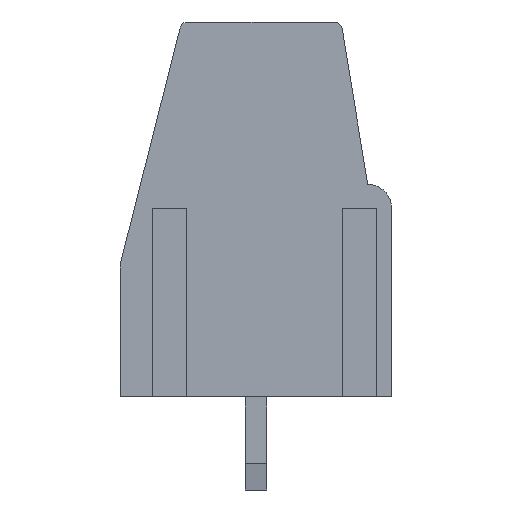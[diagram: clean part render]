
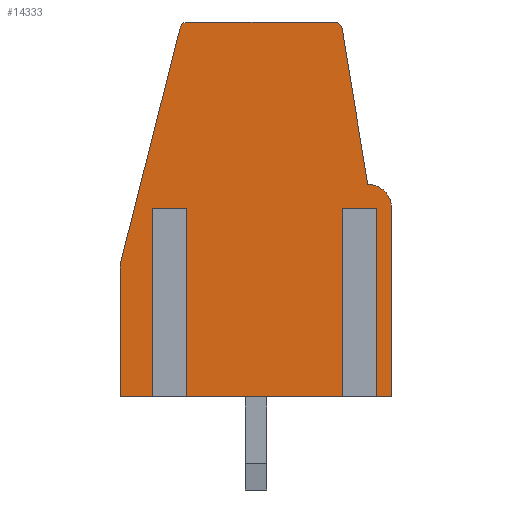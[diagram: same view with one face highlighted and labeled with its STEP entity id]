
A CAD part, left-side view. The second image highlights one B-rep face of the part: STEP entity #14333.
In plain terms, the highlighted planar face has unit normal (-1, 0, 0).
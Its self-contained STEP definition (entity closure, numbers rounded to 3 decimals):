
#10806 = VERTEX_POINT('',#10807);
#10807 = CARTESIAN_POINT('',(-48.26,2.586,14.1));
#10813 = EDGE_CURVE('',#10814,#10806,#10816,.T.);
#10814 = VERTEX_POINT('',#10815);
#10815 = CARTESIAN_POINT('',(-48.26,-2.925,14.1));
#10816 = LINE('',#10817,#10818);
#10817 = CARTESIAN_POINT('',(-48.26,-3.18,14.1));
#10818 = VECTOR('',#10819,1.);
#10819 = DIRECTION('',(0.,1.,0.));
#12957 = VERTEX_POINT('',#12958);
#12958 = CARTESIAN_POINT('',(-48.26,2.877,13.874));
#12964 = EDGE_CURVE('',#10806,#12957,#12965,.T.);
#12965 = CIRCLE('',#12966,0.3);
#12966 = AXIS2_PLACEMENT_3D('',#12967,#12968,#12969);
#12967 = CARTESIAN_POINT('',(-48.26,2.586,13.8));
#12968 = DIRECTION('',(-1.,0.,0.));
#12969 = DIRECTION('',(0.,-1.,0.));
#14333 = ADVANCED_FACE('',(#14334),#14458,.T.);
#14334 = FACE_BOUND('',#14335,.T.);
#14335 = EDGE_LOOP('',(#14336,#14346,#14354,#14362,#14370,#14378,#14387,
    #14395,#14402,#14403,#14404,#14412,#14420,#14428,#14436,#14444,
    #14452));
#14336 = ORIENTED_EDGE('',*,*,#14337,.F.);
#14337 = EDGE_CURVE('',#14338,#14340,#14342,.T.);
#14338 = VERTEX_POINT('',#14339);
#14339 = CARTESIAN_POINT('',(-48.26,-3.581,7.1));
#14340 = VERTEX_POINT('',#14341);
#14341 = CARTESIAN_POINT('',(-48.26,-3.581,0.));
#14342 = LINE('',#14343,#14344);
#14343 = CARTESIAN_POINT('',(-48.26,-3.581,6.7));
#14344 = VECTOR('',#14345,1.);
#14345 = DIRECTION('',(0.,0.,-1.));
#14346 = ORIENTED_EDGE('',*,*,#14347,.F.);
#14347 = EDGE_CURVE('',#14348,#14338,#14350,.T.);
#14348 = VERTEX_POINT('',#14349);
#14349 = CARTESIAN_POINT('',(-48.26,-4.179,7.1));
#14350 = LINE('',#14351,#14352);
#14351 = CARTESIAN_POINT('',(-48.26,-4.179,7.1));
#14352 = VECTOR('',#14353,1.);
#14353 = DIRECTION('',(0.,1.,0.));
#14354 = ORIENTED_EDGE('',*,*,#14355,.T.);
#14355 = EDGE_CURVE('',#14348,#14356,#14358,.T.);
#14356 = VERTEX_POINT('',#14357);
#14357 = CARTESIAN_POINT('',(-48.26,-4.179,0.));
#14358 = LINE('',#14359,#14360);
#14359 = CARTESIAN_POINT('',(-48.26,-4.179,6.7));
#14360 = VECTOR('',#14361,1.);
#14361 = DIRECTION('',(0.,0.,-1.));
#14362 = ORIENTED_EDGE('',*,*,#14363,.T.);
#14363 = EDGE_CURVE('',#14356,#14364,#14366,.T.);
#14364 = VERTEX_POINT('',#14365);
#14365 = CARTESIAN_POINT('',(-48.26,-5.08,0.));
#14366 = LINE('',#14367,#14368);
#14367 = CARTESIAN_POINT('',(-48.26,5.12,0.));
#14368 = VECTOR('',#14369,1.);
#14369 = DIRECTION('',(0.,-1.,0.));
#14370 = ORIENTED_EDGE('',*,*,#14371,.T.);
#14371 = EDGE_CURVE('',#14364,#14372,#14374,.T.);
#14372 = VERTEX_POINT('',#14373);
#14373 = CARTESIAN_POINT('',(-48.26,-5.08,7.1));
#14374 = LINE('',#14375,#14376);
#14375 = CARTESIAN_POINT('',(-48.26,-5.08,0.));
#14376 = VECTOR('',#14377,1.);
#14377 = DIRECTION('',(0.,0.,1.));
#14378 = ORIENTED_EDGE('',*,*,#14379,.T.);
#14379 = EDGE_CURVE('',#14372,#14380,#14382,.T.);
#14380 = VERTEX_POINT('',#14381);
#14381 = CARTESIAN_POINT('',(-48.26,-4.18,8.));
#14382 = CIRCLE('',#14383,0.9);
#14383 = AXIS2_PLACEMENT_3D('',#14384,#14385,#14386);
#14384 = CARTESIAN_POINT('',(-48.26,-4.18,7.1));
#14385 = DIRECTION('',(-1.,0.,0.));
#14386 = DIRECTION('',(0.,1.,0.));
#14387 = ORIENTED_EDGE('',*,*,#14388,.T.);
#14388 = EDGE_CURVE('',#14380,#14389,#14391,.T.);
#14389 = VERTEX_POINT('',#14390);
#14390 = CARTESIAN_POINT('',(-48.26,-3.221,13.849));
#14391 = LINE('',#14392,#14393);
#14392 = CARTESIAN_POINT('',(-48.26,-4.18,8.));
#14393 = VECTOR('',#14394,1.);
#14394 = DIRECTION('',(0.,0.162,0.987));
#14395 = ORIENTED_EDGE('',*,*,#14396,.T.);
#14396 = EDGE_CURVE('',#14389,#10814,#14397,.T.);
#14397 = CIRCLE('',#14398,0.3);
#14398 = AXIS2_PLACEMENT_3D('',#14399,#14400,#14401);
#14399 = CARTESIAN_POINT('',(-48.26,-2.925,13.8));
#14400 = DIRECTION('',(-1.,0.,0.));
#14401 = DIRECTION('',(0.,-1.,0.));
#14402 = ORIENTED_EDGE('',*,*,#10813,.T.);
#14403 = ORIENTED_EDGE('',*,*,#12964,.T.);
#14404 = ORIENTED_EDGE('',*,*,#14405,.T.);
#14405 = EDGE_CURVE('',#12957,#14406,#14408,.T.);
#14406 = VERTEX_POINT('',#14407);
#14407 = CARTESIAN_POINT('',(-48.26,5.12,5.));
#14408 = LINE('',#14409,#14410);
#14409 = CARTESIAN_POINT('',(-48.26,2.82,14.1));
#14410 = VECTOR('',#14411,1.);
#14411 = DIRECTION('',(0.,0.245,-0.97));
#14412 = ORIENTED_EDGE('',*,*,#14413,.T.);
#14413 = EDGE_CURVE('',#14406,#14414,#14416,.T.);
#14414 = VERTEX_POINT('',#14415);
#14415 = CARTESIAN_POINT('',(-48.26,5.12,0.));
#14416 = LINE('',#14417,#14418);
#14417 = CARTESIAN_POINT('',(-48.26,5.12,5.));
#14418 = VECTOR('',#14419,1.);
#14419 = DIRECTION('',(0.,0.,-1.));
#14420 = ORIENTED_EDGE('',*,*,#14421,.T.);
#14421 = EDGE_CURVE('',#14414,#14422,#14424,.T.);
#14422 = VERTEX_POINT('',#14423);
#14423 = CARTESIAN_POINT('',(-48.26,3.569,0.));
#14424 = LINE('',#14425,#14426);
#14425 = CARTESIAN_POINT('',(-48.26,5.12,0.));
#14426 = VECTOR('',#14427,1.);
#14427 = DIRECTION('',(0.,-1.,0.));
#14428 = ORIENTED_EDGE('',*,*,#14429,.F.);
#14429 = EDGE_CURVE('',#14430,#14422,#14432,.T.);
#14430 = VERTEX_POINT('',#14431);
#14431 = CARTESIAN_POINT('',(-48.26,3.569,7.1));
#14432 = LINE('',#14433,#14434);
#14433 = CARTESIAN_POINT('',(-48.26,3.569,6.7));
#14434 = VECTOR('',#14435,1.);
#14435 = DIRECTION('',(0.,0.,-1.));
#14436 = ORIENTED_EDGE('',*,*,#14437,.F.);
#14437 = EDGE_CURVE('',#14438,#14430,#14440,.T.);
#14438 = VERTEX_POINT('',#14439);
#14439 = CARTESIAN_POINT('',(-48.26,2.971,7.1));
#14440 = LINE('',#14441,#14442);
#14441 = CARTESIAN_POINT('',(-48.26,2.971,7.1));
#14442 = VECTOR('',#14443,1.);
#14443 = DIRECTION('',(0.,1.,0.));
#14444 = ORIENTED_EDGE('',*,*,#14445,.T.);
#14445 = EDGE_CURVE('',#14438,#14446,#14448,.T.);
#14446 = VERTEX_POINT('',#14447);
#14447 = CARTESIAN_POINT('',(-48.26,2.971,0.));
#14448 = LINE('',#14449,#14450);
#14449 = CARTESIAN_POINT('',(-48.26,2.971,6.7));
#14450 = VECTOR('',#14451,1.);
#14451 = DIRECTION('',(0.,0.,-1.));
#14452 = ORIENTED_EDGE('',*,*,#14453,.T.);
#14453 = EDGE_CURVE('',#14446,#14340,#14454,.T.);
#14454 = LINE('',#14455,#14456);
#14455 = CARTESIAN_POINT('',(-48.26,5.12,0.));
#14456 = VECTOR('',#14457,1.);
#14457 = DIRECTION('',(0.,-1.,0.));
#14458 = PLANE('',#14459);
#14459 = AXIS2_PLACEMENT_3D('',#14460,#14461,#14462);
#14460 = CARTESIAN_POINT('',(-48.26,-4.18,7.1));
#14461 = DIRECTION('',(-1.,0.,0.));
#14462 = DIRECTION('',(0.,-1.,0.));
